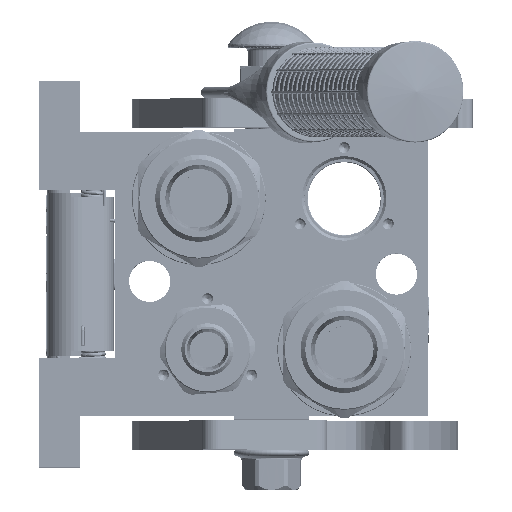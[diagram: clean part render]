
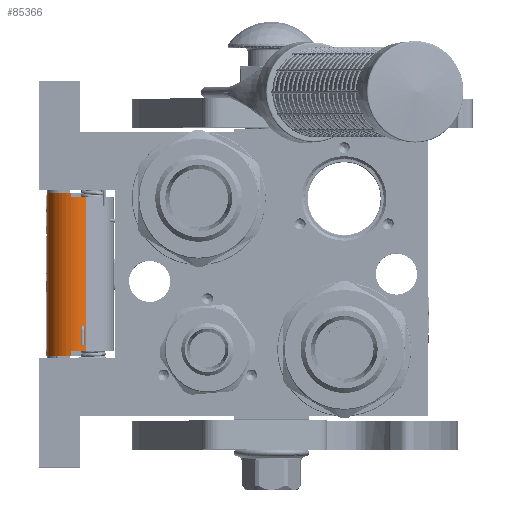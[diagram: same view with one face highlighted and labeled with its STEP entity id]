
A CAD part, top view. The second image highlights one B-rep face of the part: STEP entity #85366.
In plain terms, the highlighted cylindrical face has radius 9.5 mm (diameter 19 mm), a partial arc.
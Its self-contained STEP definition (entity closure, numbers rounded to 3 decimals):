
#2475 = EDGE_CURVE ( 'NONE', #190545, #96674, #126733, .T. ) ;
#4049 = CIRCLE ( 'NONE', #10464, 9.5 ) ;
#4971 = ORIENTED_EDGE ( 'NONE', *, *, #44280, .F. ) ;
#6113 = ORIENTED_EDGE ( 'NONE', *, *, #78434, .T. ) ;
#7068 = DIRECTION ( 'NONE',  ( 0., 0.158, -0.987 ) ) ;
#9199 = DIRECTION ( 'NONE',  ( 1., 0., 0. ) ) ;
#10261 = CARTESIAN_POINT ( 'NONE',  ( -26.5, -5.47, -67.22 ) ) ;
#10464 = AXIS2_PLACEMENT_3D ( 'NONE', #59418, #60855, #141594 ) ;
#12568 = DIRECTION ( 'NONE',  ( 0., -0.397, -0.918 ) ) ;
#26739 = ORIENTED_EDGE ( 'NONE', *, *, #177905, .F. ) ;
#35458 = EDGE_CURVE ( 'NONE', #201698, #162654, #159409, .T. ) ;
#41817 = LINE ( 'NONE', #118234, #73044 ) ;
#42160 = CARTESIAN_POINT ( 'NONE',  ( -28., -1.7, -58.5 ) ) ;
#44280 = EDGE_CURVE ( 'NONE', #190545, #117789, #68260, .T. ) ;
#48911 = LINE ( 'NONE', #213853, #121670 ) ;
#50284 = DIRECTION ( 'NONE',  ( 0., -1., 0. ) ) ;
#59386 = CARTESIAN_POINT ( 'NONE',  ( 28., -1.7, -58.5 ) ) ;
#59418 = CARTESIAN_POINT ( 'NONE',  ( 26.5, -1.7, -58.5 ) ) ;
#59565 = AXIS2_PLACEMENT_3D ( 'NONE', #42160, #157010, #109046 ) ;
#60855 = DIRECTION ( 'NONE',  ( 1., 0., 0. ) ) ;
#61768 = VERTEX_POINT ( 'NONE', #10261 ) ;
#67378 = CARTESIAN_POINT ( 'NONE',  ( -28., -1.7, -58.5 ) ) ;
#67553 = AXIS2_PLACEMENT_3D ( 'NONE', #59386, #9199, #7068 ) ;
#68260 = LINE ( 'NONE', #94917, #169687 ) ;
#71591 = EDGE_LOOP ( 'NONE', ( #148429, #6113, #4971, #158713, #83056, #168350, #87852, #26739 ) ) ;
#73044 = VECTOR ( 'NONE', #84022, 1000. ) ;
#73959 = EDGE_CURVE ( 'NONE', #162654, #201886, #143446, .T. ) ;
#75356 = CARTESIAN_POINT ( 'NONE',  ( -28., -0.2, -67.881 ) ) ;
#78343 = CARTESIAN_POINT ( 'NONE',  ( 26.5, -0.2, -67.881 ) ) ;
#78434 = EDGE_CURVE ( 'NONE', #61768, #117789, #198912, .T. ) ;
#81984 = EDGE_CURVE ( 'NONE', #61768, #187722, #41817, .T. ) ;
#83056 = ORIENTED_EDGE ( 'NONE', *, *, #147169, .T. ) ;
#84022 = DIRECTION ( 'NONE',  ( 1., 0., 0. ) ) ;
#85366 = ADVANCED_FACE ( 'NONE', ( #112799 ), #102335, .T. ) ;
#87852 = ORIENTED_EDGE ( 'NONE', *, *, #35458, .F. ) ;
#92302 = CARTESIAN_POINT ( 'NONE',  ( -28., 7.8, -58.5 ) ) ;
#94917 = CARTESIAN_POINT ( 'NONE',  ( -28., -0.2, -67.881 ) ) ;
#96674 = VERTEX_POINT ( 'NONE', #92302 ) ;
#102335 = CYLINDRICAL_SURFACE ( 'NONE', #160930, 9.5 ) ;
#107275 = CARTESIAN_POINT ( 'NONE',  ( 26.5, -0.2, -67.881 ) ) ;
#109046 = DIRECTION ( 'NONE',  ( 0., 0.158, -0.987 ) ) ;
#112799 = FACE_OUTER_BOUND ( 'NONE', #71591, .T. ) ;
#117789 = VERTEX_POINT ( 'NONE', #191602 ) ;
#118234 = CARTESIAN_POINT ( 'NONE',  ( -26.5, -5.47, -67.22 ) ) ;
#121670 = VECTOR ( 'NONE', #213137, 1000. ) ;
#126231 = DIRECTION ( 'NONE',  ( 1., 0., 0. ) ) ;
#126733 = CIRCLE ( 'NONE', #59565, 9.5 ) ;
#139955 = DIRECTION ( 'NONE',  ( 1., 0., 0. ) ) ;
#141254 = VECTOR ( 'NONE', #139955, 1000. ) ;
#141594 = DIRECTION ( 'NONE',  ( 0., -0.397, -0.918 ) ) ;
#143054 = CARTESIAN_POINT ( 'NONE',  ( 26.5, -5.47, -67.22 ) ) ;
#143446 = CIRCLE ( 'NONE', #67553, 9.5 ) ;
#147169 = EDGE_CURVE ( 'NONE', #96674, #201886, #48911, .T. ) ;
#148429 = ORIENTED_EDGE ( 'NONE', *, *, #81984, .F. ) ;
#157010 = DIRECTION ( 'NONE',  ( 1., 0., 0. ) ) ;
#158713 = ORIENTED_EDGE ( 'NONE', *, *, #2475, .T. ) ;
#159409 = LINE ( 'NONE', #107275, #141254 ) ;
#160930 = AXIS2_PLACEMENT_3D ( 'NONE', #67378, #183724, #50284 ) ;
#162654 = VERTEX_POINT ( 'NONE', #215177 ) ;
#168350 = ORIENTED_EDGE ( 'NONE', *, *, #73959, .F. ) ;
#169687 = VECTOR ( 'NONE', #126231, 1000. ) ;
#177905 = EDGE_CURVE ( 'NONE', #187722, #201698, #4049, .T. ) ;
#183724 = DIRECTION ( 'NONE',  ( -1., 0., 0. ) ) ;
#183884 = AXIS2_PLACEMENT_3D ( 'NONE', #211800, #213248, #12568 ) ;
#187722 = VERTEX_POINT ( 'NONE', #143054 ) ;
#190545 = VERTEX_POINT ( 'NONE', #75356 ) ;
#191602 = CARTESIAN_POINT ( 'NONE',  ( -26.5, -0.2, -67.881 ) ) ;
#198912 = CIRCLE ( 'NONE', #183884, 9.5 ) ;
#201698 = VERTEX_POINT ( 'NONE', #78343 ) ;
#201886 = VERTEX_POINT ( 'NONE', #215249 ) ;
#211800 = CARTESIAN_POINT ( 'NONE',  ( -26.5, -1.7, -58.5 ) ) ;
#213137 = DIRECTION ( 'NONE',  ( 1., 0., 0. ) ) ;
#213248 = DIRECTION ( 'NONE',  ( 1., 0., 0. ) ) ;
#213853 = CARTESIAN_POINT ( 'NONE',  ( -28., 7.8, -58.5 ) ) ;
#215177 = CARTESIAN_POINT ( 'NONE',  ( 28., -0.2, -67.881 ) ) ;
#215249 = CARTESIAN_POINT ( 'NONE',  ( 28., 7.8, -58.5 ) ) ;
